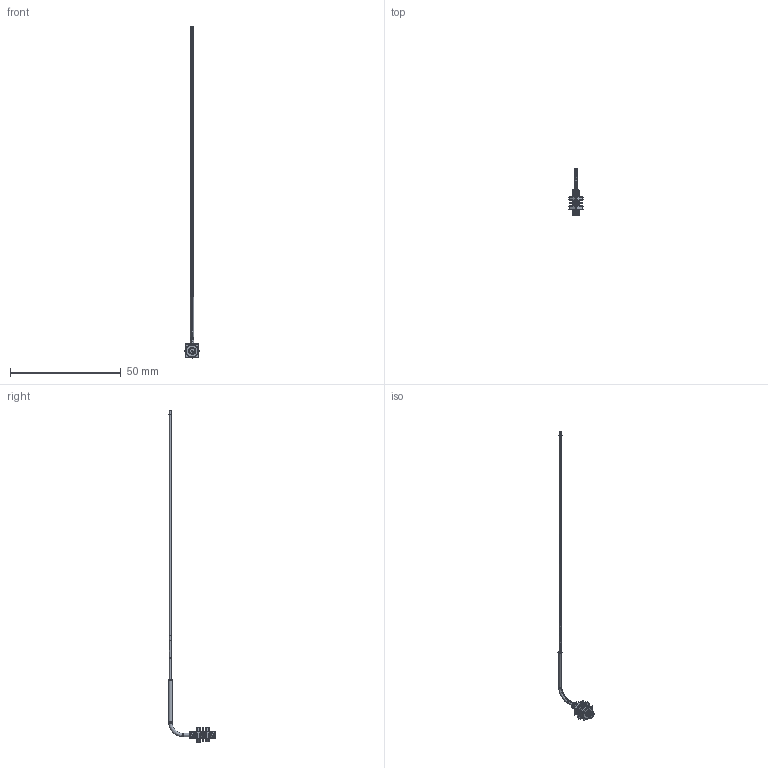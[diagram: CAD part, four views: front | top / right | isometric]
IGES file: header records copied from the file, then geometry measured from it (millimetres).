
Start section:  PTC IGES file: 166413.igs
Global section: file name: 166413.igs; native system: Creo Parametric by Parametric Technology Corporation; preprocessor: 2013230; author: pdmadmin; organization: Unknown; date: 20160105.130037; units: millimetre
Bounding box: 6.36 x 21.04 x 149.87 mm (x, y, z)
Volume: 234 mm3; surface area: 8624.6 mm2
Topology: 7 solids, 8 shells, 464 faces, 2450 edges, 3170 vertices
Faces by surface type: revolution 336, bspline 128
